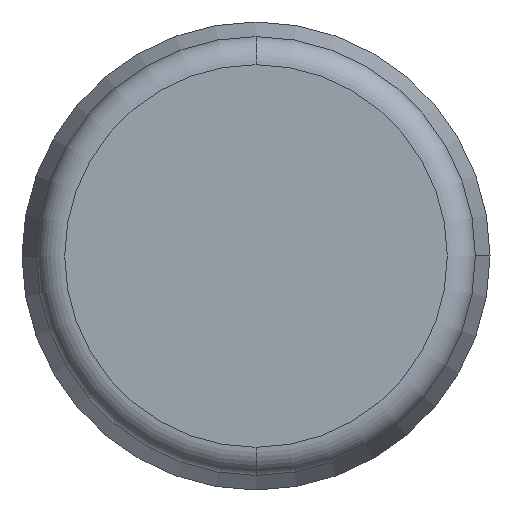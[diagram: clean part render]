
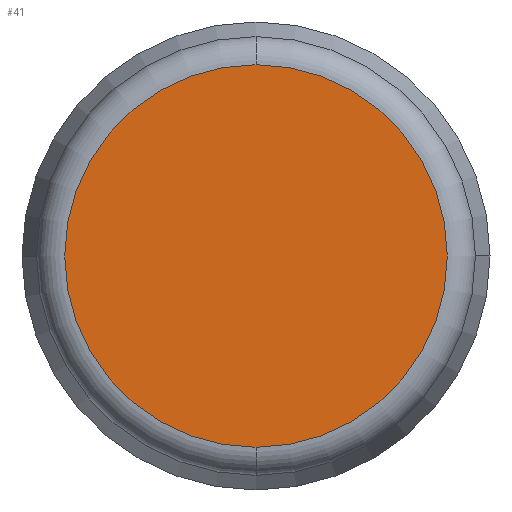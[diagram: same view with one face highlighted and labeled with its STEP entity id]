
A CAD part, front view. The second image highlights one B-rep face of the part: STEP entity #41.
In plain terms, the highlighted planar face has unit normal (0, -1, 0).
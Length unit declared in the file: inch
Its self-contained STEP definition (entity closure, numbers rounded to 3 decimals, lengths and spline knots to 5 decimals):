
#6 = DIRECTION ( 'NONE',  ( 0., -1., 0. ) ) ;
#7 = EDGE_CURVE ( 'NONE', #313, #57, #343, .T. ) ;
#34 = AXIS2_PLACEMENT_3D ( 'NONE', #334, #120, #335 ) ;
#41 = ADVANCED_FACE ( 'NONE', ( #257 ), #115, .T. ) ;
#57 = VERTEX_POINT ( 'NONE', #84 ) ;
#84 = CARTESIAN_POINT ( 'NONE',  ( 0., 0., -0.20435 ) ) ;
#95 = DIRECTION ( 'NONE',  ( 0., 0., -1. ) ) ;
#102 = DIRECTION ( 'NONE',  ( 0., 0., -1. ) ) ;
#115 = PLANE ( 'NONE',  #34 ) ;
#120 = DIRECTION ( 'NONE',  ( 0., -1., 0. ) ) ;
#144 = EDGE_LOOP ( 'NONE', ( #251, #366 ) ) ;
#189 = AXIS2_PLACEMENT_3D ( 'NONE', #320, #374, #102 ) ;
#191 = EDGE_CURVE ( 'NONE', #57, #313, #372, .T. ) ;
#240 = CARTESIAN_POINT ( 'NONE',  ( 0., 0., 0.20435 ) ) ;
#251 = ORIENTED_EDGE ( 'NONE', *, *, #191, .T. ) ;
#257 = FACE_OUTER_BOUND ( 'NONE', #144, .T. ) ;
#285 = CARTESIAN_POINT ( 'NONE',  ( 0., 0., 0. ) ) ;
#313 = VERTEX_POINT ( 'NONE', #240 ) ;
#320 = CARTESIAN_POINT ( 'NONE',  ( 0., 0., 0. ) ) ;
#334 = CARTESIAN_POINT ( 'NONE',  ( 0., 0., 0. ) ) ;
#335 = DIRECTION ( 'NONE',  ( 0., 0., -1. ) ) ;
#343 = CIRCLE ( 'NONE', #385, 0.20435 ) ;
#366 = ORIENTED_EDGE ( 'NONE', *, *, #7, .T. ) ;
#372 = CIRCLE ( 'NONE', #189, 0.20435 ) ;
#374 = DIRECTION ( 'NONE',  ( 0., -1., 0. ) ) ;
#385 = AXIS2_PLACEMENT_3D ( 'NONE', #285, #6, #95 ) ;
